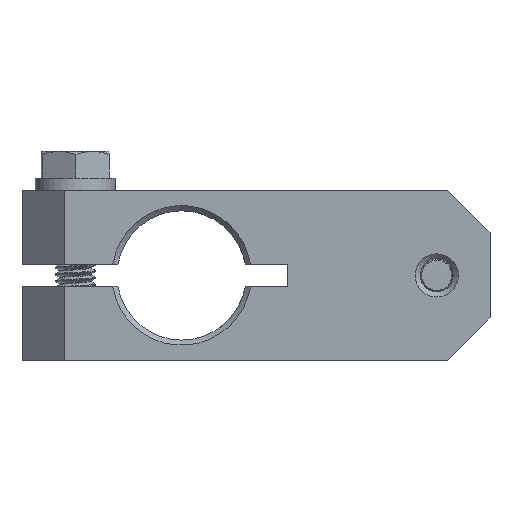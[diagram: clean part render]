
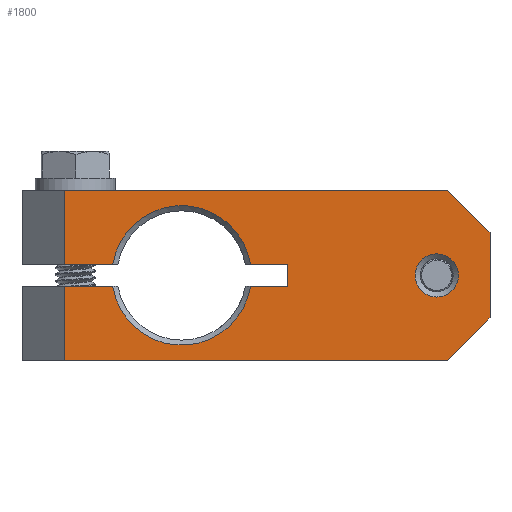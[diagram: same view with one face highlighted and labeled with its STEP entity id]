
A CAD part, left-side view. The second image highlights one B-rep face of the part: STEP entity #1800.
In plain terms, the highlighted planar face has unit normal (-1, 0, 0).
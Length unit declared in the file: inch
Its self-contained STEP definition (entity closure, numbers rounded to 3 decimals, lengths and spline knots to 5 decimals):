
#146=FACE_BOUND('',#566,.T.);
#183=LINE('',#11241,#299);
#200=LINE('',#11291,#316);
#201=LINE('',#11293,#317);
#202=LINE('',#11295,#318);
#203=LINE('',#11297,#319);
#204=LINE('',#11299,#320);
#205=LINE('',#11300,#321);
#206=LINE('',#11302,#322);
#207=LINE('',#11304,#323);
#208=LINE('',#11308,#324);
#209=LINE('',#11310,#325);
#210=LINE('',#11311,#326);
#299=VECTOR('',#2261,0.3937);
#316=VECTOR('',#2302,0.3937);
#317=VECTOR('',#2303,0.3937);
#318=VECTOR('',#2304,0.3937);
#319=VECTOR('',#2305,0.3937);
#320=VECTOR('',#2306,0.3937);
#321=VECTOR('',#2307,0.3937);
#322=VECTOR('',#2308,0.3937);
#323=VECTOR('',#2309,0.3937);
#324=VECTOR('',#2312,0.3937);
#325=VECTOR('',#2313,0.3937);
#326=VECTOR('',#2314,0.3937);
#444=FACE_OUTER_BOUND('',#565,.T.);
#565=EDGE_LOOP('',(#1431,#1432,#1433,#1434,#1435,#1436,#1437,#1438,#1439,
#1440,#1441,#1442,#1443,#1444));
#566=EDGE_LOOP('',(#1445));
#665=CIRCLE('',#1956,0.127);
#666=CIRCLE('',#1958,0.41);
#667=CIRCLE('',#1959,0.41);
#800=VERTEX_POINT('',#11238);
#801=VERTEX_POINT('',#11240);
#819=VERTEX_POINT('',#11284);
#820=VERTEX_POINT('',#11287);
#821=VERTEX_POINT('',#11288);
#822=VERTEX_POINT('',#11290);
#823=VERTEX_POINT('',#11292);
#824=VERTEX_POINT('',#11294);
#825=VERTEX_POINT('',#11296);
#826=VERTEX_POINT('',#11298);
#827=VERTEX_POINT('',#11301);
#828=VERTEX_POINT('',#11303);
#829=VERTEX_POINT('',#11305);
#830=VERTEX_POINT('',#11307);
#831=VERTEX_POINT('',#11309);
#1022=EDGE_CURVE('',#801,#800,#183,.T.);
#1044=EDGE_CURVE('',#819,#819,#665,.T.);
#1045=EDGE_CURVE('',#820,#821,#666,.T.);
#1046=EDGE_CURVE('',#820,#822,#200,.T.);
#1047=EDGE_CURVE('',#823,#822,#201,.T.);
#1048=EDGE_CURVE('',#823,#824,#202,.T.);
#1049=EDGE_CURVE('',#825,#824,#203,.T.);
#1050=EDGE_CURVE('',#825,#826,#204,.T.);
#1051=EDGE_CURVE('',#801,#826,#205,.T.);
#1052=EDGE_CURVE('',#827,#800,#206,.T.);
#1053=EDGE_CURVE('',#827,#828,#207,.T.);
#1054=EDGE_CURVE('',#829,#828,#667,.T.);
#1055=EDGE_CURVE('',#829,#830,#208,.T.);
#1056=EDGE_CURVE('',#830,#831,#209,.T.);
#1057=EDGE_CURVE('',#831,#821,#210,.T.);
#1431=ORIENTED_EDGE('',*,*,#1045,.F.);
#1432=ORIENTED_EDGE('',*,*,#1046,.T.);
#1433=ORIENTED_EDGE('',*,*,#1047,.F.);
#1434=ORIENTED_EDGE('',*,*,#1048,.T.);
#1435=ORIENTED_EDGE('',*,*,#1049,.F.);
#1436=ORIENTED_EDGE('',*,*,#1050,.T.);
#1437=ORIENTED_EDGE('',*,*,#1051,.F.);
#1438=ORIENTED_EDGE('',*,*,#1022,.T.);
#1439=ORIENTED_EDGE('',*,*,#1052,.F.);
#1440=ORIENTED_EDGE('',*,*,#1053,.T.);
#1441=ORIENTED_EDGE('',*,*,#1054,.F.);
#1442=ORIENTED_EDGE('',*,*,#1055,.T.);
#1443=ORIENTED_EDGE('',*,*,#1056,.T.);
#1444=ORIENTED_EDGE('',*,*,#1057,.T.);
#1445=ORIENTED_EDGE('',*,*,#1044,.F.);
#1711=PLANE('',#1957);
#1800=ADVANCED_FACE('',(#444,#146),#1711,.T.);
#1956=AXIS2_PLACEMENT_3D('',#11285,#2296,#2297);
#1957=AXIS2_PLACEMENT_3D('',#11286,#2298,#2299);
#1958=AXIS2_PLACEMENT_3D('',#11289,#2300,#2301);
#1959=AXIS2_PLACEMENT_3D('',#11306,#2310,#2311);
#2261=DIRECTION('',(0.,1.,0.));
#2296=DIRECTION('center_axis',(-1.,0.,0.));
#2297=DIRECTION('ref_axis',(0.,0.,
1.));
#2298=DIRECTION('center_axis',(-1.,0.,0.));
#2299=DIRECTION('ref_axis',(0.,0.,1.));
#2300=DIRECTION('center_axis',(-1.,0.,0.));
#2301=DIRECTION('ref_axis',(0.,0.985,-0.171));
#2302=DIRECTION('',(0.,1.,0.));
#2303=DIRECTION('',(0.,0.,1.));
#2304=DIRECTION('',(0.,-1.,0.));
#2305=DIRECTION('',(0.,0.707,-0.707));
#2306=DIRECTION('',(0.,0.,1.));
#2307=DIRECTION('',(0.,-0.707,-0.707));
#2308=DIRECTION('',(0.,0.,1.));
#2309=DIRECTION('',(0.,-1.,0.));
#2310=DIRECTION('center_axis',(-1.,0.,0.));
#2311=DIRECTION('ref_axis',(0.,-0.985,0.171));
#2312=DIRECTION('',(0.,-1.,0.));
#2313=DIRECTION('',(0.,0.,-1.));
#2314=DIRECTION('',(0.,1.,0.));
#11238=CARTESIAN_POINT('',(-1.,1.09918,0.));
#11240=CARTESIAN_POINT('',(-1.,-1.15082,0.));
#11241=CARTESIAN_POINT('',(-1.,1.34918,0.));
#11284=CARTESIAN_POINT('',(-1.,-1.08782,-0.627));
#11285=CARTESIAN_POINT('Origin',(-1.,-1.08782,-0.5));
#11286=CARTESIAN_POINT('Origin',(-1.,-0.02582,
-0.5));
#11287=CARTESIAN_POINT('',(-1.,0.816,-0.565));
#11288=CARTESIAN_POINT('',(-1.,0.00637,-0.565));
#11289=CARTESIAN_POINT('Origin',(-1.,0.41118,-0.5));
#11290=CARTESIAN_POINT('',(-1.,1.09918,-0.565));
#11291=CARTESIAN_POINT('',(-1.,0.37988,-0.565));
#11292=CARTESIAN_POINT('',(-1.,1.09918,-1.));
#11293=CARTESIAN_POINT('',(-1.,1.09918,-0.25));
#11294=CARTESIAN_POINT('',(-1.,-1.15082,-1.));
#11295=CARTESIAN_POINT('',(-1.,-1.40082,-1.));
#11296=CARTESIAN_POINT('',(-1.,-1.40082,-0.75));
#11297=CARTESIAN_POINT('',(-1.,-1.05707,-1.09375));
#11298=CARTESIAN_POINT('',(-1.,-1.40082,-0.25));
#11299=CARTESIAN_POINT('',(-1.,-1.40082,0.));
#11300=CARTESIAN_POINT('',(-1.,-1.05707,0.09375));
#11301=CARTESIAN_POINT('',(-1.,1.09918,-0.435));
#11302=CARTESIAN_POINT('',(-1.,1.09918,-0.25));
#11303=CARTESIAN_POINT('',(-1.,0.816,-0.435));
#11304=CARTESIAN_POINT('',(-1.,0.66168,-0.435));
#11305=CARTESIAN_POINT('',(-1.,0.00637,-0.435));
#11306=CARTESIAN_POINT('Origin',(-1.,0.41118,-0.5));
#11307=CARTESIAN_POINT('',(-1.,-0.21382,-0.435));
#11308=CARTESIAN_POINT('',(-1.,0.00548,-0.435));
#11309=CARTESIAN_POINT('',(-1.,-0.21382,-0.565));
#11310=CARTESIAN_POINT('',(-1.,-0.21382,-0.4675));
#11311=CARTESIAN_POINT('',(-1.,-0.11982,-0.565));
